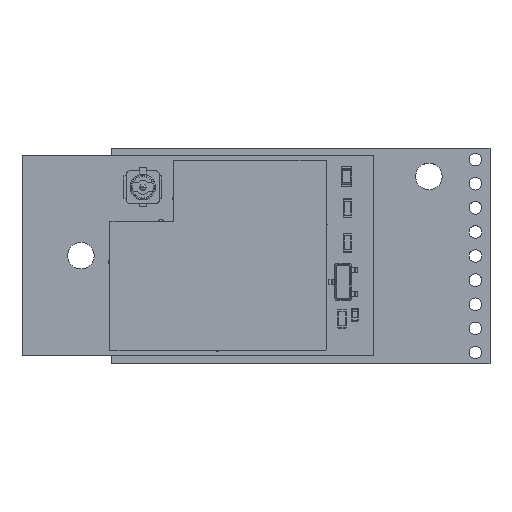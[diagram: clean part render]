
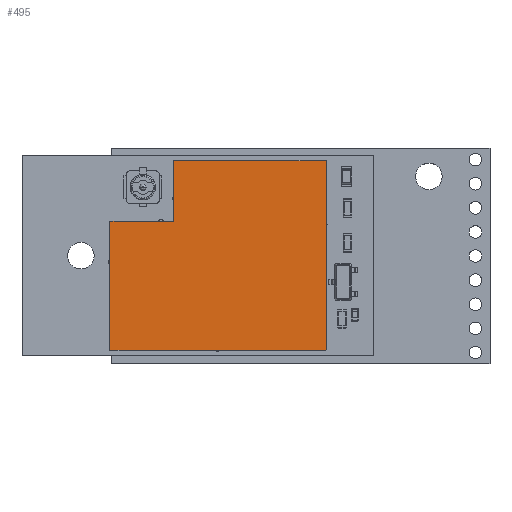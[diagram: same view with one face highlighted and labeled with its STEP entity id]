
A CAD part, top view. The second image highlights one B-rep face of the part: STEP entity #495.
In plain terms, the highlighted planar face has unit normal (0, 0, 1).
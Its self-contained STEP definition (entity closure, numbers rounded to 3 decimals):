
#174 = VERTEX_POINT('',#175);
#175 = CARTESIAN_POINT('',(4.85,15.95,3.135)
  );
#181 = EDGE_CURVE('',#174,#182,#184,.T.);
#182 = VERTEX_POINT('',#183);
#183 = CARTESIAN_POINT('',(4.85,15.95,3.135)
  );
#184 = LINE('',#185,#186);
#185 = CARTESIAN_POINT('',(4.85,15.95,3.135)
  );
#186 = VECTOR('',#187,1.);
#187 = DIRECTION('',(0.707,-0.707,0.));
#212 = EDGE_CURVE('',#182,#213,#215,.T.);
#213 = VERTEX_POINT('',#214);
#214 = CARTESIAN_POINT('',(16.9,15.95,3.135
    ));
#215 = LINE('',#216,#217);
#216 = CARTESIAN_POINT('',(4.85,15.95,3.135)
  );
#217 = VECTOR('',#218,1.);
#218 = DIRECTION('',(1.,0.,0.));
#243 = EDGE_CURVE('',#213,#244,#246,.T.);
#244 = VERTEX_POINT('',#245);
#245 = CARTESIAN_POINT('',(16.9,1.025,3.135)
  );
#246 = LINE('',#247,#248);
#247 = CARTESIAN_POINT('',(16.9,15.95,3.135
    ));
#248 = VECTOR('',#249,1.);
#249 = DIRECTION('',(0.,-1.,0.));
#274 = EDGE_CURVE('',#244,#275,#277,.T.);
#275 = VERTEX_POINT('',#276);
#276 = CARTESIAN_POINT('',(16.875,1.,3.135)
  );
#277 = LINE('',#278,#279);
#278 = CARTESIAN_POINT('',(16.9,1.025,3.135)
  );
#279 = VECTOR('',#280,1.);
#280 = DIRECTION('',(-0.707,-0.707,0.));
#305 = EDGE_CURVE('',#275,#306,#308,.T.);
#306 = VERTEX_POINT('',#307);
#307 = CARTESIAN_POINT('',(-0.175,1.,3.135)
  );
#308 = LINE('',#309,#310);
#309 = CARTESIAN_POINT('',(16.875,1.,3.135)
  );
#310 = VECTOR('',#311,1.);
#311 = DIRECTION('',(-1.,0.,0.));
#336 = EDGE_CURVE('',#306,#337,#339,.T.);
#337 = VERTEX_POINT('',#338);
#338 = CARTESIAN_POINT('',(-0.175,11.2,3.135
    ));
#339 = LINE('',#340,#341);
#340 = CARTESIAN_POINT('',(-0.175,1.,3.135)
  );
#341 = VECTOR('',#342,1.);
#342 = DIRECTION('',(0.,1.,0.));
#367 = EDGE_CURVE('',#337,#368,#370,.T.);
#368 = VERTEX_POINT('',#369);
#369 = CARTESIAN_POINT('',(-0.175,11.2,3.135
    ));
#370 = LINE('',#371,#372);
#371 = CARTESIAN_POINT('',(-0.175,11.2,3.135
    ));
#372 = VECTOR('',#373,1.);
#373 = DIRECTION('',(0.707,0.707,0.));
#398 = EDGE_CURVE('',#368,#399,#401,.T.);
#399 = VERTEX_POINT('',#400);
#400 = CARTESIAN_POINT('',(-0.175,11.2,3.135
    ));
#401 = LINE('',#402,#403);
#402 = CARTESIAN_POINT('',(-0.175,11.2,3.135
    ));
#403 = VECTOR('',#404,1.);
#404 = DIRECTION('',(0.707,-0.707,0.));
#429 = EDGE_CURVE('',#399,#430,#432,.T.);
#430 = VERTEX_POINT('',#431);
#431 = CARTESIAN_POINT('',(4.85,11.2,3.135)
  );
#432 = LINE('',#433,#434);
#433 = CARTESIAN_POINT('',(-0.175,11.2,3.135
    ));
#434 = VECTOR('',#435,1.);
#435 = DIRECTION('',(1.,0.,0.));
#460 = EDGE_CURVE('',#430,#174,#461,.T.);
#461 = LINE('',#462,#463);
#462 = CARTESIAN_POINT('',(4.85,11.2,3.135)
  );
#463 = VECTOR('',#464,1.);
#464 = DIRECTION('',(0.,1.,0.));
#495 = ADVANCED_FACE('',(#496),#508,.F.);
#496 = FACE_BOUND('',#497,.F.);
#497 = EDGE_LOOP('',(#498,#499,#500,#501,#502,#503,#504,#505,#506,#507)
  );
#498 = ORIENTED_EDGE('',*,*,#181,.T.);
#499 = ORIENTED_EDGE('',*,*,#212,.T.);
#500 = ORIENTED_EDGE('',*,*,#243,.T.);
#501 = ORIENTED_EDGE('',*,*,#274,.T.);
#502 = ORIENTED_EDGE('',*,*,#305,.T.);
#503 = ORIENTED_EDGE('',*,*,#336,.T.);
#504 = ORIENTED_EDGE('',*,*,#367,.T.);
#505 = ORIENTED_EDGE('',*,*,#398,.T.);
#506 = ORIENTED_EDGE('',*,*,#429,.T.);
#507 = ORIENTED_EDGE('',*,*,#460,.T.);
#508 = PLANE('',#509);
#509 = AXIS2_PLACEMENT_3D('',#510,#511,#512);
#510 = CARTESIAN_POINT('',(4.85,15.95,3.135)
  );
#511 = DIRECTION('',(0.,0.,-1.));
#512 = DIRECTION('',(-1.,0.,0.));
